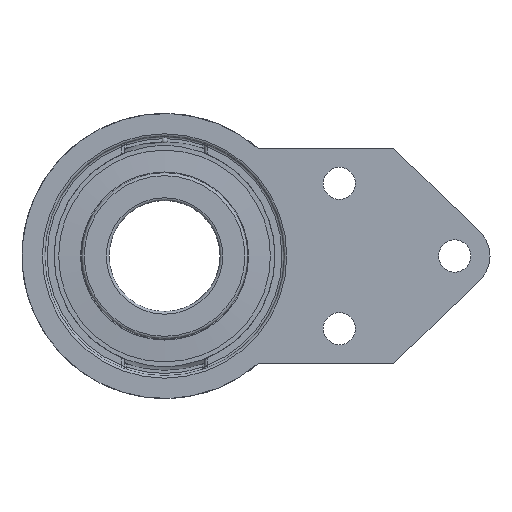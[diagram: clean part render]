
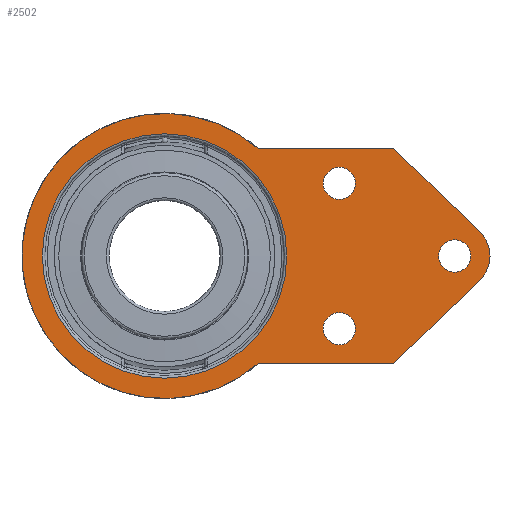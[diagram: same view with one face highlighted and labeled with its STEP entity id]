
A CAD part, left-side view. The second image highlights one B-rep face of the part: STEP entity #2502.
In plain terms, the highlighted face is planar.
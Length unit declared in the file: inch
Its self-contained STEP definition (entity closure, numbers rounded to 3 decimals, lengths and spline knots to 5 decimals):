
#103=VECTOR('',#3076,1.);
#105=VECTOR('',#3091,1.);
#108=VECTOR('',#3099,1.);
#109=VECTOR('',#3101,1.);
#179=LINE('',#4716,#103);
#181=LINE('',#4730,#105);
#184=LINE('',#4738,#108);
#185=LINE('',#4740,#109);
#1050=PLANE('',#2701);
#1195=VERTEX_POINT('',#4375);
#1196=VERTEX_POINT('',#4377);
#1213=VERTEX_POINT('',#4715);
#1217=VERTEX_POINT('',#4729);
#1218=VERTEX_POINT('',#4733);
#1219=VERTEX_POINT('',#4737);
#1220=VERTEX_POINT('',#4744);
#1221=VERTEX_POINT('',#4747);
#1222=VERTEX_POINT('',#4750);
#1223=VERTEX_POINT('',#4753);
#1313=CIRCLE('',#2662,2.08661);
#1326=CIRCLE('',#2691,0.5);
#1327=CIRCLE('',#2696,0.23622);
#1328=CIRCLE('',#2698,0.23622);
#1329=CIRCLE('',#2700,0.23622);
#1330=CIRCLE('',#2702,1.78901);
#1471=EDGE_CURVE('',#1195,#1196,#1313,.T.);
#1502=EDGE_CURVE('',#1213,#1195,#179,.T.);
#1509=EDGE_CURVE('',#1217,#1213,#181,.T.);
#1511=EDGE_CURVE('',#1218,#1217,#1326,.T.);
#1513=EDGE_CURVE('',#1219,#1218,#184,.T.);
#1514=EDGE_CURVE('',#1196,#1219,#185,.T.);
#1515=EDGE_CURVE('',#1220,#1220,#1327,.T.);
#1516=EDGE_CURVE('',#1221,#1221,#1328,.T.);
#1517=EDGE_CURVE('',#1222,#1222,#1329,.T.);
#1518=EDGE_CURVE('',#1223,#1223,#1330,.T.);
#1888=ORIENTED_EDGE('',*,*,#1515,.T.);
#1889=ORIENTED_EDGE('',*,*,#1516,.T.);
#1890=ORIENTED_EDGE('',*,*,#1517,.T.);
#1891=ORIENTED_EDGE('',*,*,#1514,.F.);
#1892=ORIENTED_EDGE('',*,*,#1471,.F.);
#1893=ORIENTED_EDGE('',*,*,#1502,.F.);
#1894=ORIENTED_EDGE('',*,*,#1509,.F.);
#1895=ORIENTED_EDGE('',*,*,#1511,.F.);
#1896=ORIENTED_EDGE('',*,*,#1513,.F.);
#1897=ORIENTED_EDGE('',*,*,#1518,.F.);
#2185=EDGE_LOOP('',(#1888));
#2186=EDGE_LOOP('',(#1889));
#2187=EDGE_LOOP('',(#1890));
#2188=EDGE_LOOP('',(#1891,#1892,#1893,#1894,#1895,#1896));
#2189=EDGE_LOOP('',(#1897));
#2368=FACE_BOUND('',#2185,.T.);
#2369=FACE_BOUND('',#2186,.T.);
#2370=FACE_BOUND('',#2187,.T.);
#2371=FACE_BOUND('',#2188,.T.);
#2372=FACE_BOUND('',#2189,.T.);
#2502=ADVANCED_FACE('',(#2368,#2369,#2370,#2371,#2372),#1050,.F.);
#2662=AXIS2_PLACEMENT_3D('',#4376,#3025,#3026);
#2691=AXIS2_PLACEMENT_3D('',#4734,#3095,#3096);
#2696=AXIS2_PLACEMENT_3D('',#4743,#3105,#3106);
#2698=AXIS2_PLACEMENT_3D('',#4746,#3109,#3110);
#2700=AXIS2_PLACEMENT_3D('',#4749,#3113,#3114);
#2701=AXIS2_PLACEMENT_3D('',#4751,#3115,$);
#2702=AXIS2_PLACEMENT_3D('',#4752,#3116,#3117);
#3025=DIRECTION('',(0.,0.,1.));
#3026=DIRECTION('',(2.087,0.,0.));
#3076=DIRECTION('',(0.,1.,0.));
#3091=DIRECTION('',(0.695,0.719,0.));
#3095=DIRECTION('',(0.,0.,1.));
#3096=DIRECTION('',(0.5,0.,0.));
#3099=DIRECTION('',(0.695,-0.719,0.));
#3101=DIRECTION('',(0.,-1.,0.));
#3105=DIRECTION('',(0.,0.,1.));
#3106=DIRECTION('',(0.236,0.,0.));
#3109=DIRECTION('',(0.,0.,1.));
#3110=DIRECTION('',(0.236,0.,0.));
#3113=DIRECTION('',(0.,0.,1.));
#3114=DIRECTION('',(0.236,0.,0.));
#3115=DIRECTION('',(0.,0.,1.));
#3116=DIRECTION('',(0.,0.,-1.));
#3117=DIRECTION('',(0.,-1.789,0.));
#4375=CARTESIAN_POINT('',(1.5748,-1.36892,0.));
#4376=CARTESIAN_POINT('',(0.,0.,0.));
#4377=CARTESIAN_POINT('',(-1.5748,-1.36892,0.));
#4715=CARTESIAN_POINT('',(1.5748,-3.3528,0.));
#4716=CARTESIAN_POINT('',(1.5748,-3.3528,0.));
#4729=CARTESIAN_POINT('',(0.35967,-4.61111,0.));
#4730=CARTESIAN_POINT('',(0.35967,-4.61111,0.));
#4733=CARTESIAN_POINT('',(-0.35967,-4.61111,0.));
#4734=CARTESIAN_POINT('',(0.,-4.26378,0.));
#4737=CARTESIAN_POINT('',(-1.5748,-3.3528,0.));
#4738=CARTESIAN_POINT('',(-1.5748,-3.3528,0.));
#4740=CARTESIAN_POINT('',(-1.5748,-1.36892,0.));
#4743=CARTESIAN_POINT('',(1.06299,-2.55906,0.));
#4744=CARTESIAN_POINT('',(0.82677,-2.55906,0.));
#4746=CARTESIAN_POINT('',(0.,-4.24803,0.));
#4747=CARTESIAN_POINT('',(-0.23622,-4.24803,0.));
#4749=CARTESIAN_POINT('',(-1.06299,-2.55906,0.));
#4750=CARTESIAN_POINT('',(-1.29921,-2.55906,0.));
#4751=CARTESIAN_POINT('',(0.,-1.25713,0.));
#4752=CARTESIAN_POINT('',(0.,0.,0.));
#4753=CARTESIAN_POINT('',(0.,1.78901,0.));
